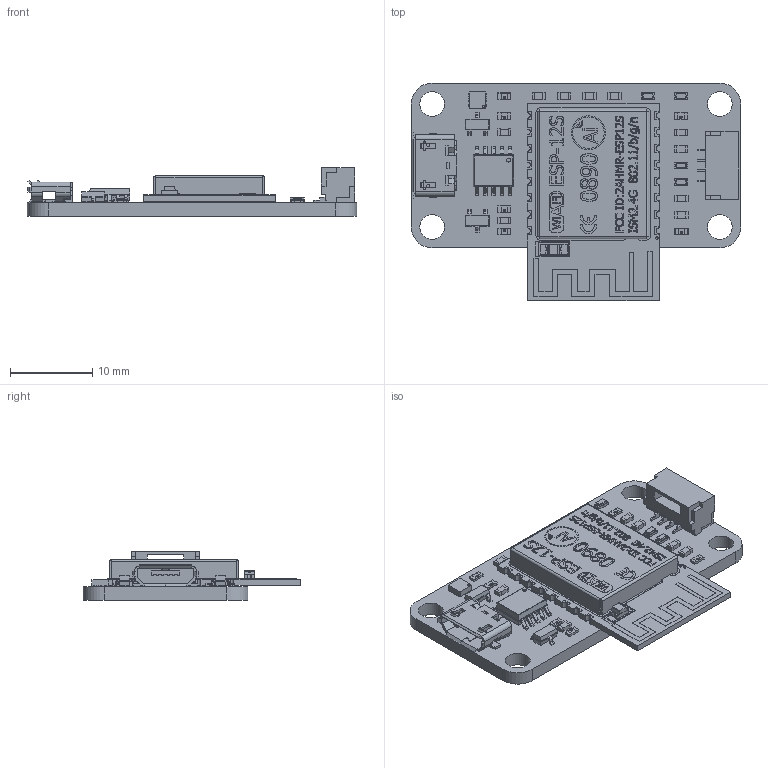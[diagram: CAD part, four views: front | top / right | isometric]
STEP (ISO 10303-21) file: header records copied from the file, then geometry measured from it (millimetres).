
FILE_DESCRIPTION(('Open CASCADE Model'),'2;1');
FILE_NAME('Open CASCADE Shape Model','2021-09-29T23:39:24',('Author'),( 'Open CASCADE'),'Open CASCADE STEP processor 6.8','Open CASCADE 6.8' ,'Unknown');
FILE_SCHEMA(('AUTOMOTIVE_DESIGN { 1 0 10303 214 1 1 1 1 }'));
Length unit declared in the file: millimetre
Products named in the file (58): PCB; Board; Open CASCADE STEP translator 6.8 1.1.1; P4; JST_GH_SM04B-GHS-TB_1x04-1MP_P1.25mm_Horizontal; P1; Micro_USB; U2; 6556003920; Body; ThermalPin; PinsArrayLR; U1; ESSOP10; R12; 6146641376; term1; term2; body; R11; R10; 6146643856; R9; R8; 6146638496; R7; R5; R3; R2; R1; Q2; SOT23-3; Q1; M1; esp-12s; D5; LED_0603_YELLOW; D4; LED_0603_GREEN; D3 ...
Assembly tree (70 placements, depth 4):
  PCB
    Board
      Open CASCADE STEP translator 6.8 1.1.1
    P4
      JST_GH_SM04B-GHS-TB_1x04-1MP_P1.25mm_Horizontal
    P1
      Micro_USB
    U2
      6556003920
        Body
        ThermalPin
        PinsArrayLR
    U1
      ESSOP10
        Body
        PinsArrayLR
    R12
      6146641376
        term1
        term2
        body
    R11
      6146641376
        term1
        term2
        body
    R10
      6146643856
        term1
        term2
        body
    R9
      6146641376
        term1
        term2
        body
    R8
      6146638496
        term1
        term2
        body
    R7
      6146638496
        term1
        term2
        body
    R5
      6146643856
        term1
        term2
        body
    R3
      6146643856
        term1
        term2
        body
    R2
      6146643856
        term1
        term2
Bounding box: 40 x 26.43 x 5.94 mm (x, y, z)
Volume: 1848.8 mm3; surface area: 4184.6 mm2
Topology: 83 solids, 83 shells, 4068 faces, 10651 edges, 6924 vertices
Faces by surface type: plane 2690, bspline 848, cylinder 466, sphere 64
Full cylindrical faces by diameter (mm): 0.25 x1, 0.487 x1, 0.55 x2, 3 x4
Entity records: 132809 total; most frequent: CARTESIAN_POINT 30668, ORIENTED_EDGE 18296, DIRECTION 14246, EDGE_CURVE 9148, LINE 7130, VECTOR 7130, VERTEX_POINT 6038, FACE_BOUND 3692
